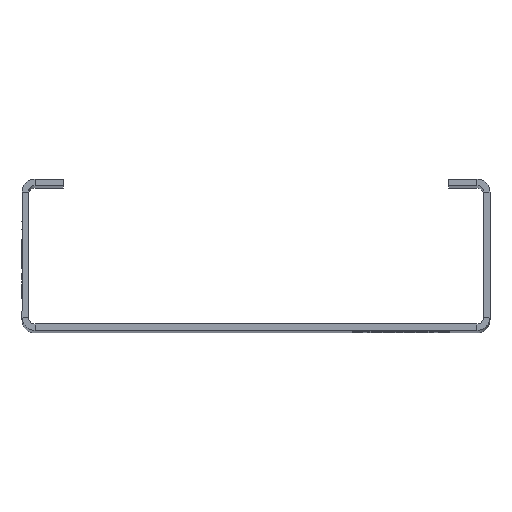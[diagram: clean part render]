
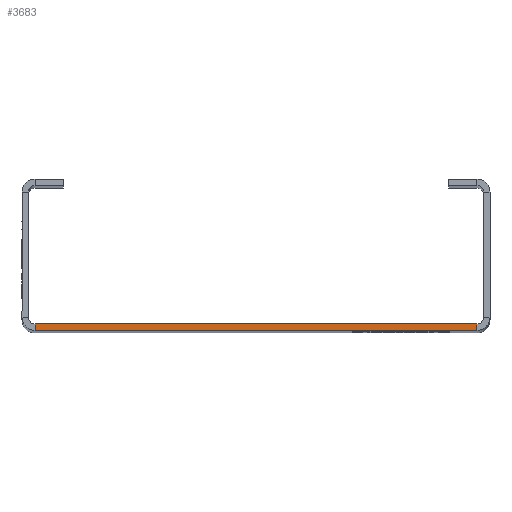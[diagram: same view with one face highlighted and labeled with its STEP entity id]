
A CAD part, top view. The second image highlights one B-rep face of the part: STEP entity #3683.
In plain terms, the highlighted planar face has unit normal (0, 0, 1).
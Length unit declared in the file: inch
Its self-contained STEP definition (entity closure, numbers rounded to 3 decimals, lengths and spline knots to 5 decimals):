
#820=FACE_OUTER_BOUND('',#1222,.T.);
#1222=EDGE_LOOP('',(#3315,#3316,#3317,#3318));
#1478=LINE('',#6172,#1696);
#1484=LINE('',#6188,#1702);
#1487=LINE('',#6198,#1705);
#1489=LINE('',#6204,#1707);
#1696=VECTOR('',#5166,0.3937);
#1702=VECTOR('',#5184,0.3937);
#1705=VECTOR('',#5199,0.3937);
#1707=VECTOR('',#5209,0.3937);
#2046=VERTEX_POINT('',#6164);
#2048=VERTEX_POINT('',#6170);
#2052=VERTEX_POINT('',#6187);
#2053=VERTEX_POINT('',#6197);
#2493=EDGE_CURVE('',#2046,#2048,#1478,.T.);
#2500=EDGE_CURVE('',#2046,#2052,#1484,.T.);
#2506=EDGE_CURVE('',#2053,#2052,#1487,.T.);
#2509=EDGE_CURVE('',#2048,#2053,#1489,.T.);
#3315=ORIENTED_EDGE('',*,*,#2493,.T.);
#3316=ORIENTED_EDGE('',*,*,#2509,.T.);
#3317=ORIENTED_EDGE('',*,*,#2506,.T.);
#3318=ORIENTED_EDGE('',*,*,#2500,.F.);
#3492=PLANE('',#4132);
#3683=ADVANCED_FACE('',(#820),#3492,.T.);
#4132=AXIS2_PLACEMENT_3D('',#6203,#5207,#5208);
#5166=DIRECTION('',(0.,1.,0.));
#5184=DIRECTION('',(-1.,0.,0.));
#5199=DIRECTION('',(0.,-1.,0.));
#5207=DIRECTION('center_axis',(0.,0.,1.));
#5208=DIRECTION('ref_axis',(1.,0.,0.));
#5209=DIRECTION('',(-1.,0.,0.));
#6164=CARTESIAN_POINT('',(-0.23622,0.,0.));
#6170=CARTESIAN_POINT('',(-0.23622,0.11811,0.));
#6172=CARTESIAN_POINT('',(-0.23622,0.05906,0.));
#6187=CARTESIAN_POINT('',(-8.26378,0.,0.));
#6188=CARTESIAN_POINT('',(0.,0.,0.));
#6197=CARTESIAN_POINT('',(-8.26378,0.11811,0.));
#6198=CARTESIAN_POINT('',(-8.26378,0.05906,0.));
#6203=CARTESIAN_POINT('Origin',(0.,0.,0.));
#6204=CARTESIAN_POINT('',(0.,0.11811,0.));
